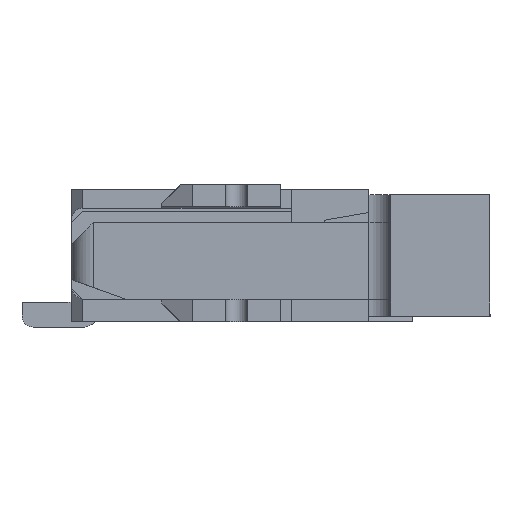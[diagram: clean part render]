
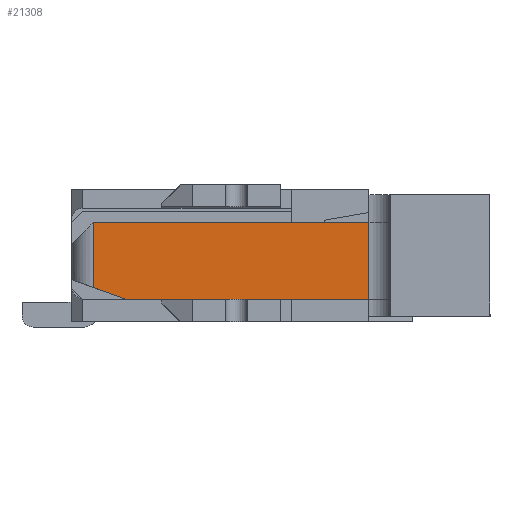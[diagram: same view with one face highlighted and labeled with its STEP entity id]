
A CAD part, left-side view. The second image highlights one B-rep face of the part: STEP entity #21308.
In plain terms, the highlighted planar face has unit normal (-1, 0, 0).
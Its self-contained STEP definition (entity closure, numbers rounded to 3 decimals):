
#6226=ORIENTED_EDGE('',*,*,#9743,.F.);
#6227=ORIENTED_EDGE('',*,*,#9753,.T.);
#6228=ORIENTED_EDGE('',*,*,#9754,.T.);
#6229=ORIENTED_EDGE('',*,*,#9752,.T.);
#6230=ORIENTED_EDGE('',*,*,#9755,.T.);
#9743=EDGE_CURVE('',#11915,#11916,#14627,.T.);
#9752=EDGE_CURVE('',#11919,#11921,#14634,.T.);
#9753=EDGE_CURVE('',#11915,#11922,#14635,.F.);
#9754=EDGE_CURVE('',#11922,#11919,#14636,.T.);
#9755=EDGE_CURVE('',#11921,#11916,#14637,.T.);
#11915=VERTEX_POINT('',#33890);
#11916=VERTEX_POINT('',#33892);
#11919=VERTEX_POINT('',#33903);
#11921=VERTEX_POINT('',#33907);
#11922=VERTEX_POINT('',#33911);
#14627=LINE('',#33891,#17382);
#14634=LINE('',#33908,#17389);
#14635=LINE('',#33910,#17390);
#14636=LINE('',#33912,#17391);
#14637=LINE('',#33913,#17392);
#17382=VECTOR('',#27665,1000.);
#17389=VECTOR('',#27680,1000.);
#17390=VECTOR('',#27683,1000.);
#17391=VECTOR('',#27684,1000.);
#17392=VECTOR('',#27685,1000.);
#18513=EDGE_LOOP('',(#6226,#6227,#6228,#6229,#6230));
#19508=FACE_BOUND('',#18513,.T.);
#20362=PLANE('',#22651);
#21308=ADVANCED_FACE('',(#19508),#20362,.F.);
#22651=AXIS2_PLACEMENT_3D('',#33909,#27681,#27682);
#27665=DIRECTION('',(0.,1.,0.));
#27680=DIRECTION('',(0.,1.,0.));
#27681=DIRECTION('',(1.,0.,0.));
#27682=DIRECTION('',(0.,0.,-1.));
#27683=DIRECTION('',(0.,0.,-1.));
#27684=DIRECTION('',(0.,0.94,0.342));
#27685=DIRECTION('',(0.,0.,-1.));
#33890=CARTESIAN_POINT('',(-9.15,-3.15,-0.3));
#33891=CARTESIAN_POINT('',(-9.15,-3.35,-0.3));
#33892=CARTESIAN_POINT('',(-9.15,-0.65,-0.3));
#33903=CARTESIAN_POINT('',(-9.15,-2.85,0.4));
#33907=CARTESIAN_POINT('',(-9.15,-0.65,0.4));
#33908=CARTESIAN_POINT('',(-9.15,-3.35,0.4));
#33909=CARTESIAN_POINT('',(-9.15,-3.35,0.4));
#33910=CARTESIAN_POINT('',(-9.15,-3.15,0.218));
#33911=CARTESIAN_POINT('',(-9.15,-3.15,0.291));
#33912=CARTESIAN_POINT('',(-9.15,-3.35,0.218));
#33913=CARTESIAN_POINT('',(-9.15,-0.65,0.4));
